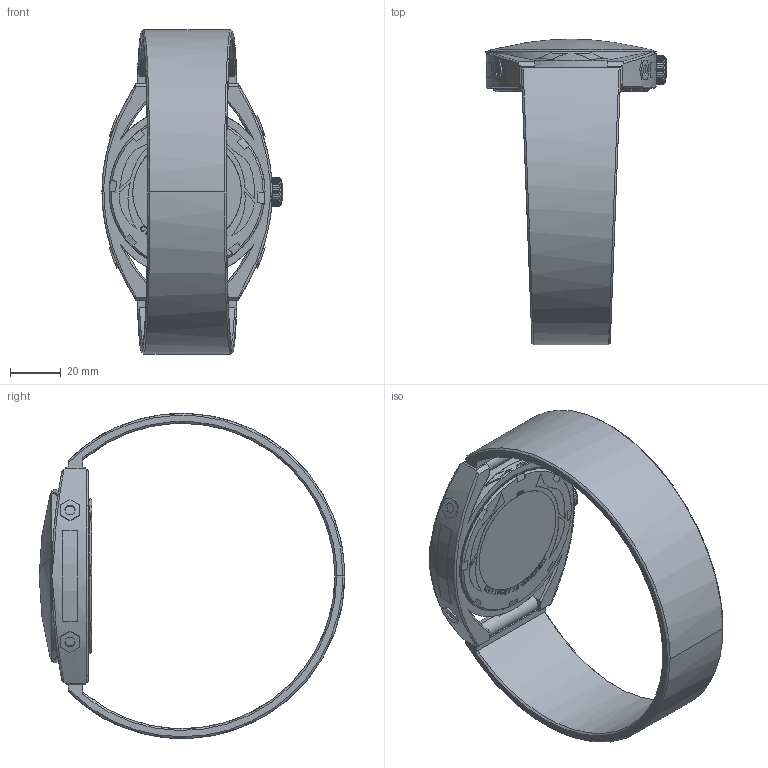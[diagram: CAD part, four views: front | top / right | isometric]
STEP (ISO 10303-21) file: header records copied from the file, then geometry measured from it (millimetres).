
FILE_DESCRIPTION(('FreeCAD Model'),'2;1');
FILE_NAME('Open CASCADE Shape Model','2025-05-04T10:25:51',('FreeCAD'),( 'FreeCAD'),'Open CASCADE STEP processor 7.6','FreeCAD','Unknown');
FILE_SCHEMA(('AUTOMOTIVE_DESIGN { 1 0 10303 214 1 1 1 1 }'));
Products named in the file (1): Open CASCADE STEP translator 7.6 1
Bounding box: 70.67 x 119.9 x 127.58 mm (x, y, z)
Volume: 82122.3 mm3; surface area: 76775.5 mm2
Topology: 52 solids, 64 shells, 5541 faces, 15632 edges, 10319 vertices
Faces by surface type: bspline 5541
Entity records: 190965 total; most frequent: CARTESIAN_POINT 106568, ORIENTED_EDGE 31256, EDGE_CURVE 15628, VERTEX_POINT 10319, B_SPLINE_CURVE_WITH_KNOTS 8144, FACE_BOUND 5796, EDGE_LOOP 5796, ADVANCED_FACE 5541
